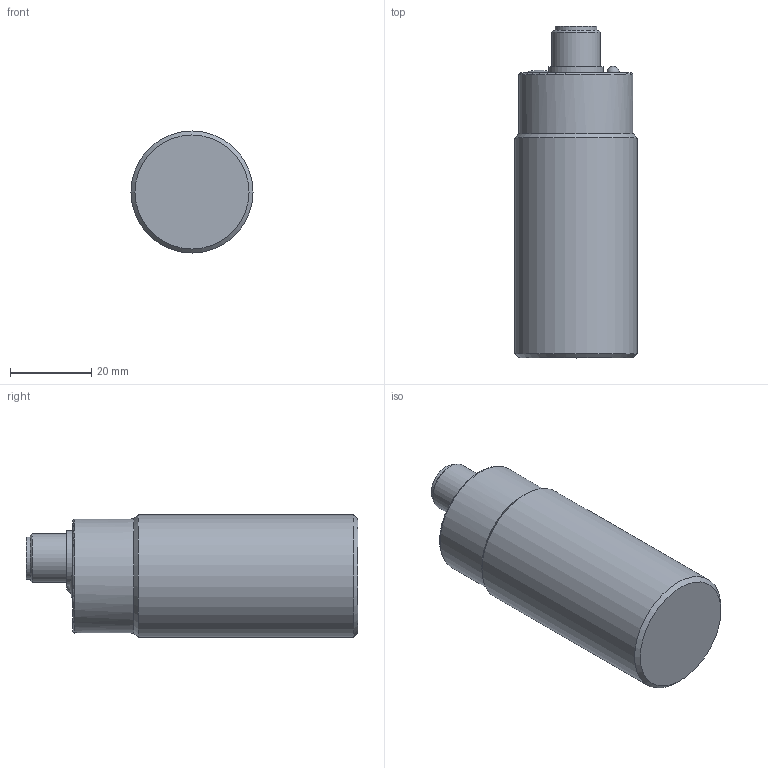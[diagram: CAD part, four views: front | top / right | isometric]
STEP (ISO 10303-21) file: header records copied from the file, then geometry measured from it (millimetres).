
FILE_DESCRIPTION(/* description */ (''),/* implementation_level */ '2;1');
FILE_NAME(/* name */ '805800_Shrinkwrap_1.stp',/* time_stamp */ '2021-12-21T13:31:51+01:00',/* author */ ('Krieger Anja'),/* organization */ (''),/* preprocessor_version */ 'ST-DEVELOPER v18.1',/* originating_system */ 'Autodesk Inventor 2021',/* authorisation */ '');
FILE_SCHEMA (('AUTOMOTIVE_DESIGN { 1 0 10303 214 3 1 1 }'));
Length unit declared in the file: millimetre
Products named in the file (1): 805800_Shrinkwrap_1
Bounding box: 30 x 81.5 x 30 mm (x, y, z)
Volume: 48856 mm3; surface area: 8878.2 mm2
Topology: 1 solids, 1 shells, 39 faces, 98 edges, 63 vertices
Faces by surface type: cylinder 14, plane 13, sphere 5, cone 4, torus 2, bspline 1
Full cylindrical faces by diameter (mm): 1 x4, 3 x1, 10.3 x1, 12 x1, 13.5 x1, 26 x1, 26.2 x1, 28 x1, 30 x1
Entity records: 1317 total; most frequent: DIRECTION 230, CARTESIAN_POINT 221, ORIENTED_EDGE 184, AXIS2_PLACEMENT_3D 99, EDGE_CURVE 92, VERTEX_POINT 63, CIRCLE 60, EDGE_LOOP 49
